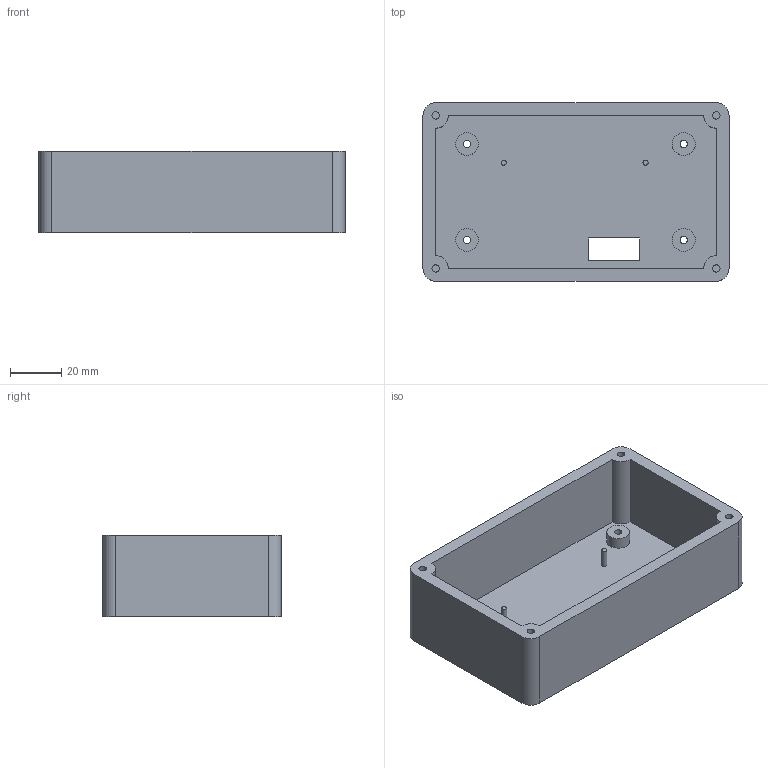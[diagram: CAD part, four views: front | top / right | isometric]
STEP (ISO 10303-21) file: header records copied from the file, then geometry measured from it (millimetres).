
FILE_DESCRIPTION(/* description */ ('','CAx-IF Rec.Pracs.---Representation and Presentation of Product Manufacturing Information (PMI)---4.0---2014-10-13'),/* implementation_level */ '2;1');
FILE_NAME(/* name */ 'Bicycle_V2 Case.step',/* time_stamp */ '2025-04-06T18:23:23+03:00',/* author */ (''),/* organization */ (''),/* preprocessor_version */ 'ST-DEVELOPER v20',/* originating_system */ 'Autodesk Translation Framework v13.20.0.188',/* authorisation */ '');
FILE_SCHEMA (('AP242_MANAGED_MODEL_BASED_3D_ENGINEERING_MIM_LF { 1 0 10303 442 1 1 4 }'));
Length unit declared in the file: millimetre
Products named in the file (1): Case
Bounding box: 120 x 70 x 32 mm (x, y, z)
Volume: 72606.8 mm3; surface area: 39874.9 mm2
Topology: 1 solids, 1 shells, 47 faces, 102 edges, 68 vertices
Faces by surface type: plane 25, cylinder 22
Full cylindrical faces by diameter (mm): 2 x2, 2.93 x8, 9 x4
Entity records: 1353 total; most frequent: DIRECTION 242, CARTESIAN_POINT 218, ORIENTED_EDGE 204, EDGE_CURVE 102, AXIS2_PLACEMENT_3D 92, EDGE_LOOP 68, VERTEX_POINT 68, LINE 58
